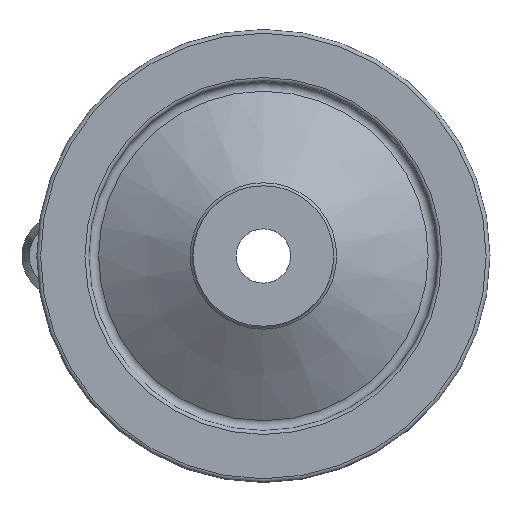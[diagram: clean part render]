
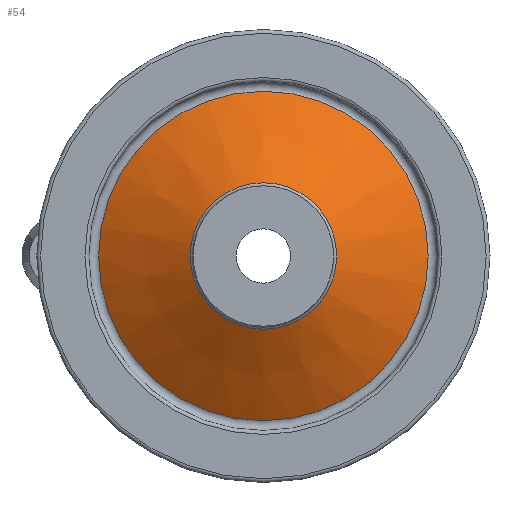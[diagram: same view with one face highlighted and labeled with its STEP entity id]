
A CAD part, left-side view. The second image highlights one B-rep face of the part: STEP entity #54.
In plain terms, the highlighted conical face has half-angle 57.989 degrees and reference radius 16.166 mm.
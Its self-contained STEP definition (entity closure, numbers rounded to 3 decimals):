
#54 = ADVANCED_FACE( '', ( #125, #126 ), #127, .T. );
#125 = FACE_OUTER_BOUND( '', #229, .T. );
#126 = FACE_BOUND( '', #230, .T. );
#127 = CONICAL_SURFACE( '', #231, 16.166, 1.012 );
#229 = EDGE_LOOP( '', ( #367 ) );
#230 = EDGE_LOOP( '', ( #368 ) );
#231 = AXIS2_PLACEMENT_3D( '', #369, #370, #371 );
#367 = ORIENTED_EDGE( '', *, *, #500, .F. );
#368 = ORIENTED_EDGE( '', *, *, #501, .T. );
#369 = CARTESIAN_POINT( '', ( 10.46, 0., 0. ) );
#370 = DIRECTION( '', ( 1., 0., 0. ) );
#371 = DIRECTION( '', ( 0., 0., -1. ) );
#500 = EDGE_CURVE( '', #555, #555, #556, .T. );
#501 = EDGE_CURVE( '', #557, #557, #558, .T. );
#555 = VERTEX_POINT( '', #627 );
#556 = CIRCLE( '', #628, 36.357 );
#557 = VERTEX_POINT( '', #629 );
#558 = CIRCLE( '', #630, 16.166 );
#627 = CARTESIAN_POINT( '', ( 23.082, 0., -36.357 ) );
#628 = AXIS2_PLACEMENT_3D( '', #701, #702, #703 );
#629 = CARTESIAN_POINT( '', ( 10.46, 0., -16.166 ) );
#630 = AXIS2_PLACEMENT_3D( '', #704, #705, #706 );
#701 = CARTESIAN_POINT( '', ( 23.082, 0., 0. ) );
#702 = DIRECTION( '', ( 1., 0., 0. ) );
#703 = DIRECTION( '', ( 0., 0., -1. ) );
#704 = CARTESIAN_POINT( '', ( 10.46, 0., 0. ) );
#705 = DIRECTION( '', ( 1., 0., 0. ) );
#706 = DIRECTION( '', ( 0., 0., -1. ) );
